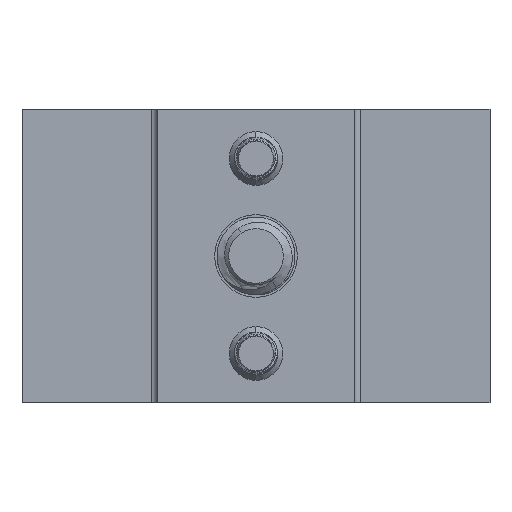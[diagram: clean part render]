
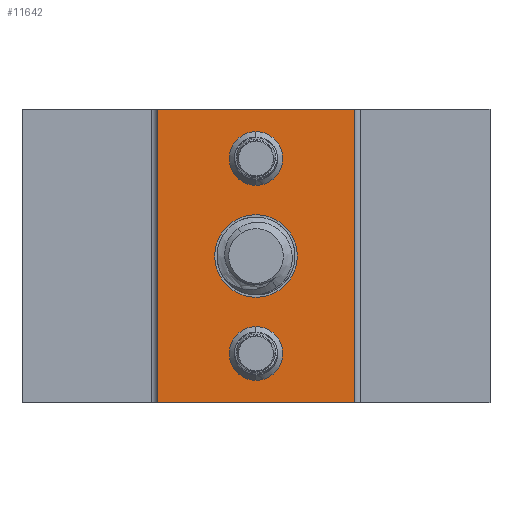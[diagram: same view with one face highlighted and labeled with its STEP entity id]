
A CAD part, front view. The second image highlights one B-rep face of the part: STEP entity #11642.
In plain terms, the highlighted planar face has unit normal (0, -1, 0).
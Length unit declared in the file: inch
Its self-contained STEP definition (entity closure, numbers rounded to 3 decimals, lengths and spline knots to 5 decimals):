
#47 = CARTESIAN_POINT ( 'NONE',  ( -0.316, -0.75, 0.47 ) ) ;
#139 = CARTESIAN_POINT ( 'NONE',  ( 0.316, -0.75, -0.47 ) ) ;
#154 = CARTESIAN_POINT ( 'NONE',  ( 0., -0.75, -0.3985 ) ) ;
#203 = CARTESIAN_POINT ( 'NONE',  ( 0., -0.75, 0.1325 ) ) ;
#223 = CARTESIAN_POINT ( 'NONE',  ( 0., -0.75, -0.47 ) ) ;
#347 = CARTESIAN_POINT ( 'NONE',  ( 0., -0.75, 0. ) ) ;
#429 = AXIS2_PLACEMENT_3D ( 'NONE', #10722, #5351, #11634 ) ;
#534 = DIRECTION ( 'NONE',  ( 0., -1., 0. ) ) ;
#684 = VERTEX_POINT ( 'NONE', #203 ) ;
#773 = CIRCLE ( 'NONE', #2129, 0.1325 ) ;
#1069 = PLANE ( 'NONE',  #8942 ) ;
#1111 = ORIENTED_EDGE ( 'NONE', *, *, #4577, .F. ) ;
#1113 = ORIENTED_EDGE ( 'NONE', *, *, #6422, .F. ) ;
#1139 = CARTESIAN_POINT ( 'NONE',  ( 0.316, -0.75, 0. ) ) ;
#1184 = DIRECTION ( 'NONE',  ( 0., -1., 0. ) ) ;
#1211 = ORIENTED_EDGE ( 'NONE', *, *, #8335, .F. ) ;
#1355 = ORIENTED_EDGE ( 'NONE', *, *, #5658, .F. ) ;
#1552 = ORIENTED_EDGE ( 'NONE', *, *, #4162, .F. ) ;
#1631 = CARTESIAN_POINT ( 'NONE',  ( -0.316, -0.75, 0. ) ) ;
#1632 = CIRCLE ( 'NONE', #6991, 0.086 ) ;
#1776 = VERTEX_POINT ( 'NONE', #2663 ) ;
#1860 = CARTESIAN_POINT ( 'NONE',  ( 0., -0.75, 0.47 ) ) ;
#1947 = CIRCLE ( 'NONE', #429, 0.086 ) ;
#1975 = DIRECTION ( 'NONE',  ( 0., 0., -1. ) ) ;
#2123 = CIRCLE ( 'NONE', #8832, 0.086 ) ;
#2129 = AXIS2_PLACEMENT_3D ( 'NONE', #347, #1184, #3244 ) ;
#2244 = EDGE_CURVE ( 'NONE', #4022, #6366, #3073, .T. ) ;
#2336 = ORIENTED_EDGE ( 'NONE', *, *, #2910, .F. ) ;
#2387 = VECTOR ( 'NONE', #6648, 39.37008 ) ;
#2663 = CARTESIAN_POINT ( 'NONE',  ( 0., -0.75, -0.1325 ) ) ;
#2910 = EDGE_CURVE ( 'NONE', #3871, #10716, #10714, .T. ) ;
#2973 = CARTESIAN_POINT ( 'NONE',  ( -0.316, -0.75, -0.47 ) ) ;
#3073 = LINE ( 'NONE', #1139, #11448 ) ;
#3244 = DIRECTION ( 'NONE',  ( 0., 0., -1. ) ) ;
#3253 = DIRECTION ( 'NONE',  ( 0., 0., 1. ) ) ;
#3388 = VECTOR ( 'NONE', #6631, 39.37008 ) ;
#3564 = EDGE_LOOP ( 'NONE', ( #1111, #7444 ) ) ;
#3781 = ORIENTED_EDGE ( 'NONE', *, *, #11251, .F. ) ;
#3871 = VERTEX_POINT ( 'NONE', #2973 ) ;
#4022 = VERTEX_POINT ( 'NONE', #6911 ) ;
#4025 = CARTESIAN_POINT ( 'NONE',  ( 0., -0.75, -0.3125 ) ) ;
#4162 = EDGE_CURVE ( 'NONE', #9261, #6002, #10745, .T. ) ;
#4439 = CARTESIAN_POINT ( 'NONE',  ( 0., -0.75, 0. ) ) ;
#4577 = EDGE_CURVE ( 'NONE', #1776, #684, #773, .T. ) ;
#4718 = FACE_BOUND ( 'NONE', #3564, .T. ) ;
#5060 = CIRCLE ( 'NONE', #6774, 0.1325 ) ;
#5351 = DIRECTION ( 'NONE',  ( 0., -1., 0. ) ) ;
#5550 = AXIS2_PLACEMENT_3D ( 'NONE', #4025, #11527, #3253 ) ;
#5658 = EDGE_CURVE ( 'NONE', #6366, #3871, #8452, .T. ) ;
#5842 = FACE_OUTER_BOUND ( 'NONE', #8323, .T. ) ;
#6002 = VERTEX_POINT ( 'NONE', #154 ) ;
#6366 = VERTEX_POINT ( 'NONE', #139 ) ;
#6422 = EDGE_CURVE ( 'NONE', #10790, #8486, #1632, .T. ) ;
#6631 = DIRECTION ( 'NONE',  ( -1., 0., 0. ) ) ;
#6648 = DIRECTION ( 'NONE',  ( 1., 0., 0. ) ) ;
#6745 = CARTESIAN_POINT ( 'NONE',  ( 0., -0.75, 0.3985 ) ) ;
#6774 = AXIS2_PLACEMENT_3D ( 'NONE', #4439, #9118, #9059 ) ;
#6797 = DIRECTION ( 'NONE',  ( 0., 1., 0. ) ) ;
#6911 = CARTESIAN_POINT ( 'NONE',  ( 0.316, -0.75, 0.47 ) ) ;
#6991 = AXIS2_PLACEMENT_3D ( 'NONE', #11860, #534, #11746 ) ;
#6993 = EDGE_CURVE ( 'NONE', #8486, #10790, #2123, .T. ) ;
#7409 = ORIENTED_EDGE ( 'NONE', *, *, #2244, .F. ) ;
#7411 = DIRECTION ( 'NONE',  ( 0., -1., 0. ) ) ;
#7444 = ORIENTED_EDGE ( 'NONE', *, *, #11118, .F. ) ;
#7710 = CARTESIAN_POINT ( 'NONE',  ( 0., -0.75, 0. ) ) ;
#7973 = CARTESIAN_POINT ( 'NONE',  ( 0., -0.75, -0.2265 ) ) ;
#8281 = CARTESIAN_POINT ( 'NONE',  ( 0., -0.75, 0.3125 ) ) ;
#8323 = EDGE_LOOP ( 'NONE', ( #7409, #3781, #2336, #1355 ) ) ;
#8335 = EDGE_CURVE ( 'NONE', #6002, #9261, #1947, .T. ) ;
#8452 = LINE ( 'NONE', #223, #3388 ) ;
#8486 = VERTEX_POINT ( 'NONE', #10172 ) ;
#8832 = AXIS2_PLACEMENT_3D ( 'NONE', #8281, #7411, #9277 ) ;
#8942 = AXIS2_PLACEMENT_3D ( 'NONE', #7710, #6797, #11033 ) ;
#9059 = DIRECTION ( 'NONE',  ( 0., 0., -1. ) ) ;
#9118 = DIRECTION ( 'NONE',  ( 0., -1., 0. ) ) ;
#9162 = FACE_BOUND ( 'NONE', #9453, .T. ) ;
#9224 = FACE_BOUND ( 'NONE', #10041, .T. ) ;
#9261 = VERTEX_POINT ( 'NONE', #7973 ) ;
#9273 = ORIENTED_EDGE ( 'NONE', *, *, #6993, .F. ) ;
#9277 = DIRECTION ( 'NONE',  ( 0., 0., 1. ) ) ;
#9422 = LINE ( 'NONE', #1860, #2387 ) ;
#9453 = EDGE_LOOP ( 'NONE', ( #1552, #1211 ) ) ;
#9817 = DIRECTION ( 'NONE',  ( 0., 0., 1. ) ) ;
#10041 = EDGE_LOOP ( 'NONE', ( #1113, #9273 ) ) ;
#10172 = CARTESIAN_POINT ( 'NONE',  ( 0., -0.75, 0.2265 ) ) ;
#10714 = LINE ( 'NONE', #1631, #10768 ) ;
#10716 = VERTEX_POINT ( 'NONE', #47 ) ;
#10722 = CARTESIAN_POINT ( 'NONE',  ( 0., -0.75, -0.3125 ) ) ;
#10745 = CIRCLE ( 'NONE', #5550, 0.086 ) ;
#10768 = VECTOR ( 'NONE', #9817, 39.37008 ) ;
#10790 = VERTEX_POINT ( 'NONE', #6745 ) ;
#11033 = DIRECTION ( 'NONE',  ( 0., 0., 1. ) ) ;
#11118 = EDGE_CURVE ( 'NONE', #684, #1776, #5060, .T. ) ;
#11251 = EDGE_CURVE ( 'NONE', #10716, #4022, #9422, .T. ) ;
#11448 = VECTOR ( 'NONE', #1975, 39.37008 ) ;
#11527 = DIRECTION ( 'NONE',  ( 0., -1., 0. ) ) ;
#11634 = DIRECTION ( 'NONE',  ( 0., 0., 1. ) ) ;
#11642 = ADVANCED_FACE ( 'NONE', ( #5842, #4718, #9224, #9162 ), #1069, .F. ) ;
#11746 = DIRECTION ( 'NONE',  ( 0., 0., 1. ) ) ;
#11860 = CARTESIAN_POINT ( 'NONE',  ( 0., -0.75, 0.3125 ) ) ;
